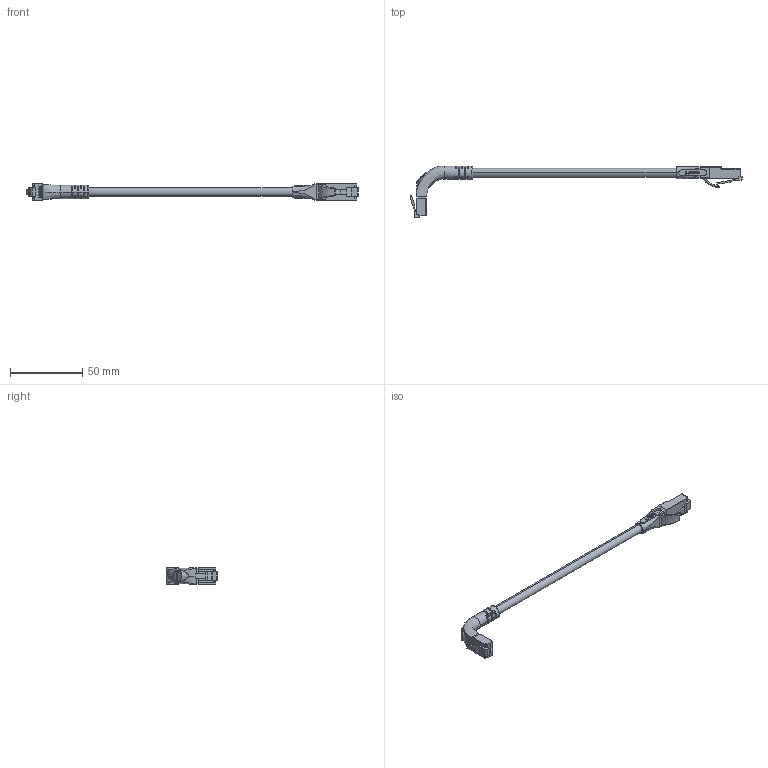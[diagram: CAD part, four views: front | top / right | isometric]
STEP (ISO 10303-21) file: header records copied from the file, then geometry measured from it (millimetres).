
FILE_DESCRIPTION (( 'STEP AP203' ), '1' );
FILE_NAME ('TRD815ZRA2.step', '2013-02-14T16:32:36', ( 'x' ), ( '' ), 'SwSTEP 2.0', 'SolidWorks 2012', '' );
FILE_SCHEMA (( 'CONFIG_CONTROL_DESIGN' ));
Length unit declared in the file: inch
Products named in the file (13): TRD815ZRA2; RJ45_TRD815 style_New Logo; 3AB02-012; 3AB02-013-MA2; 3AB02-013-MA1_no aligning hole; MTN-143_NEW LOGO; RA_RJ45_Version 2_without twisted pairs; MTN-441_with Global Connectivity logo; 1AG01-037; 1AD01-015-MA2; 1AD01-015-MA1_for assembly with molded boot; 1AG01-036; RA-RJ45-MA2_6" long
Assembly tree (19 placements, depth 4):
  TRD815ZRA2
    RA-RJ45-MA2_6" long
    RA_RJ45_Version 2_without twisted pairs
      1AG01-036
      1AD01-015-MA1_for assembly with molded boot
      1AD01-015-MA2
      1AG01-037
      MTN-441_with Global Connectivity logo
    RJ45_TRD815 style_New Logo
      MTN-143_NEW LOGO
      3AB02-012
        3AB02-013-MA1_no aligning hole
        3AB02-013-MA2  x8
Bounding box: 229.11 x 35.81 x 11.68 mm (x, y, z)
Volume: 6288.1 mm3; surface area: 14175.8 mm2
Topology: 17 solids, 17 shells, 1044 faces, 2929 edges, 1883 vertices
Faces by surface type: plane 664, cylinder 218, bspline 114, sphere 25, torus 17, cone 6
Entity records: 33975 total; most frequent: CARTESIAN_POINT 10744, ORIENTED_EDGE 4792, DIRECTION 4090, EDGE_CURVE 2396, LINE 1686, VECTOR 1686, VERTEX_POINT 1547, AXIS2_PLACEMENT_3D 1202
